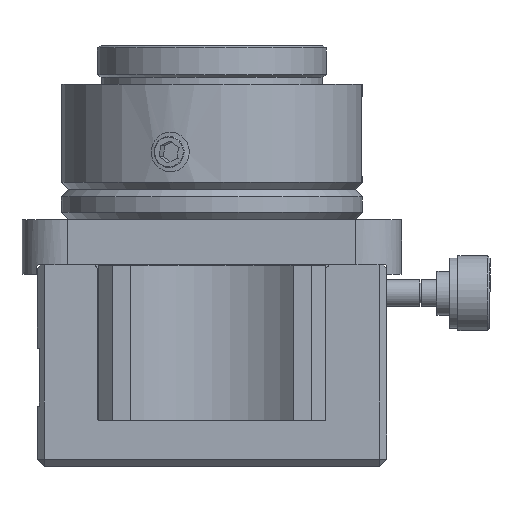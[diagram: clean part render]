
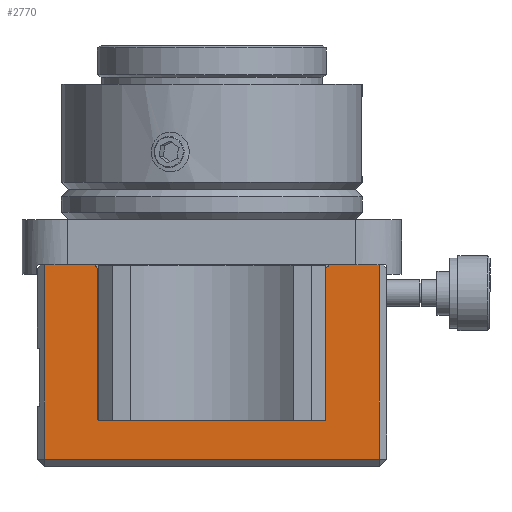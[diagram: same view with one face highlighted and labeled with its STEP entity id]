
A CAD part, left-side view. The second image highlights one B-rep face of the part: STEP entity #2770.
In plain terms, the highlighted planar face has unit normal (-1, 0, 0).
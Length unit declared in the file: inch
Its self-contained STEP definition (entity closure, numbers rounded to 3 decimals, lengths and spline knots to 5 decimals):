
#2074=CARTESIAN_POINT('',(-1.032,0.695,0.0));
#2075=VERTEX_POINT('',#2074);
#2082=CARTESIAN_POINT('',(-1.032,0.4875,0.0));
#2083=VERTEX_POINT('',#2082);
#2084=CARTESIAN_POINT('',(-1.032,0.4875,0.0));
#2085=DIRECTION('',(0.0,1.0,0.0));
#2086=VECTOR('',#2085,0.2075);
#2087=LINE('',#2084,#2086);
#2088=EDGE_CURVE('',#2083,#2075,#2087,.T.);
#2261=CARTESIAN_POINT('',(-1.032,0.4725,-0.643));
#2262=VERTEX_POINT('',#2261);
#2269=CARTESIAN_POINT('',(-1.032,0.4675,-0.648));
#2270=VERTEX_POINT('',#2269);
#2271=CARTESIAN_POINT('',(-1.032,0.4675,-0.643));
#2272=DIRECTION('',(-1.0,0.0,0.0));
#2273=DIRECTION('',(0.0,0.707,-0.707));
#2274=AXIS2_PLACEMENT_3D('',#2271,#2272,#2273);
#2275=CIRCLE('',#2274,0.005);
#2276=EDGE_CURVE('',#2262,#2270,#2275,.T.);
#2301=CARTESIAN_POINT('',(-1.032,0.4725,-0.015));
#2302=VERTEX_POINT('',#2301);
#2309=CARTESIAN_POINT('',(-1.032,0.4725,-0.643));
#2310=DIRECTION('',(0.0,0.0,1.0));
#2311=VECTOR('',#2310,0.628);
#2312=LINE('',#2309,#2311);
#2313=EDGE_CURVE('',#2262,#2302,#2312,.T.);
#2364=CARTESIAN_POINT('',(-1.032,-0.4675,-0.648));
#2365=VERTEX_POINT('',#2364);
#2372=CARTESIAN_POINT('',(-1.032,-0.4725,-0.643));
#2373=VERTEX_POINT('',#2372);
#2374=CARTESIAN_POINT('',(-1.032,-0.4675,-0.643));
#2375=DIRECTION('',(-1.,0.0,0.0));
#2376=DIRECTION('',(0.0,-0.707,-0.707));
#2377=AXIS2_PLACEMENT_3D('',#2374,#2375,#2376);
#2378=CIRCLE('',#2377,0.005);
#2379=EDGE_CURVE('',#2365,#2373,#2378,.T.);
#2396=CARTESIAN_POINT('',(-1.032,-0.4675,-0.648));
#2397=DIRECTION('',(0.0,1.0,0.0));
#2398=VECTOR('',#2397,0.935);
#2399=LINE('',#2396,#2398);
#2400=EDGE_CURVE('',#2365,#2270,#2399,.T.);
#2459=CARTESIAN_POINT('',(-1.032,-0.695,0.0));
#2460=VERTEX_POINT('',#2459);
#2467=CARTESIAN_POINT('',(-1.032,-0.695,-0.806));
#2468=VERTEX_POINT('',#2467);
#2469=CARTESIAN_POINT('',(-1.032,-0.695,0.0));
#2470=DIRECTION('',(0.0,0.0,-1.0));
#2471=VECTOR('',#2470,0.806);
#2472=LINE('',#2469,#2471);
#2473=EDGE_CURVE('',#2460,#2468,#2472,.T.);
#2514=CARTESIAN_POINT('',(-1.032,-0.4875,0.0));
#2515=VERTEX_POINT('',#2514);
#2522=CARTESIAN_POINT('',(-1.032,-0.695,0.0));
#2523=DIRECTION('',(0.0,1.0,0.0));
#2524=VECTOR('',#2523,0.2075);
#2525=LINE('',#2522,#2524);
#2526=EDGE_CURVE('',#2460,#2515,#2525,.T.);
#2588=CARTESIAN_POINT('',(-1.032,0.695,-0.806));
#2589=VERTEX_POINT('',#2588);
#2596=CARTESIAN_POINT('',(-1.032,0.695,-0.806));
#2597=DIRECTION('',(0.0,0.0,1.0));
#2598=VECTOR('',#2597,0.806);
#2599=LINE('',#2596,#2598);
#2600=EDGE_CURVE('',#2589,#2075,#2599,.T.);
#2722=CARTESIAN_POINT('',(-1.032,0.4875,0.));
#2723=DIRECTION('',(0.0,-0.707,-0.707));
#2724=VECTOR('',#2723,0.02121);
#2725=LINE('',#2722,#2724);
#2726=EDGE_CURVE('',#2083,#2302,#2725,.T.);
#2734=CARTESIAN_POINT('',(-1.032,0.725,0.0));
#2735=DIRECTION('',(-1.0,0.0,0.0));
#2736=DIRECTION('',(0.0,0.0,1.0));
#2737=AXIS2_PLACEMENT_3D('',#2734,#2735,#2736);
#2738=PLANE('',#2737);
#2739=ORIENTED_EDGE('',*,*,#2726,.F.);
#2740=ORIENTED_EDGE('',*,*,#2088,.T.);
#2741=ORIENTED_EDGE('',*,*,#2600,.F.);
#2742=CARTESIAN_POINT('',(-1.032,-0.695,-0.806));
#2743=DIRECTION('',(0.0,1.0,0.0));
#2744=VECTOR('',#2743,1.39);
#2745=LINE('',#2742,#2744);
#2746=EDGE_CURVE('',#2468,#2589,#2745,.T.);
#2747=ORIENTED_EDGE('',*,*,#2746,.F.);
#2748=ORIENTED_EDGE('',*,*,#2473,.F.);
#2749=ORIENTED_EDGE('',*,*,#2526,.T.);
#2750=CARTESIAN_POINT('',(-1.032,-0.4725,-0.015));
#2751=VERTEX_POINT('',#2750);
#2752=CARTESIAN_POINT('',(-1.032,-0.4725,-0.015));
#2753=DIRECTION('',(0.0,-0.707,0.707));
#2754=VECTOR('',#2753,0.02121);
#2755=LINE('',#2752,#2754);
#2756=EDGE_CURVE('',#2751,#2515,#2755,.T.);
#2757=ORIENTED_EDGE('',*,*,#2756,.F.);
#2758=CARTESIAN_POINT('',(-1.032,-0.4725,-0.015));
#2759=DIRECTION('',(0.0,0.0,-1.0));
#2760=VECTOR('',#2759,0.628);
#2761=LINE('',#2758,#2760);
#2762=EDGE_CURVE('',#2751,#2373,#2761,.T.);
#2763=ORIENTED_EDGE('',*,*,#2762,.T.);
#2764=ORIENTED_EDGE('',*,*,#2379,.F.);
#2765=ORIENTED_EDGE('',*,*,#2400,.T.);
#2766=ORIENTED_EDGE('',*,*,#2276,.F.);
#2767=ORIENTED_EDGE('',*,*,#2313,.T.);
#2768=EDGE_LOOP('',(#2739,#2740,#2741,#2747,#2748,#2749,#2757,#2763,#2764,#2765,#2766,#2767));
#2769=FACE_OUTER_BOUND('',#2768,.T.);
#2770=ADVANCED_FACE('',(#2769),#2738,.T.);
